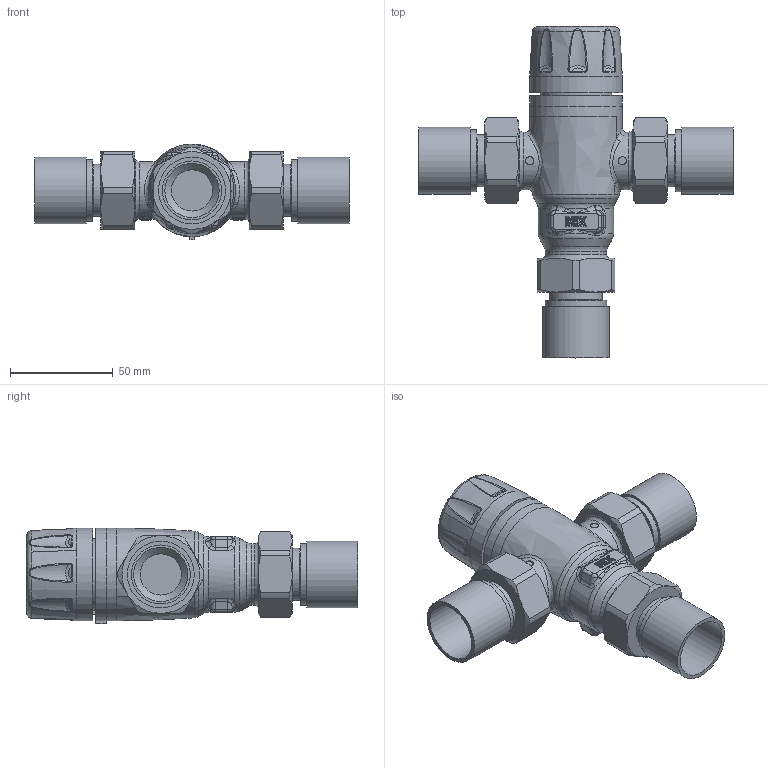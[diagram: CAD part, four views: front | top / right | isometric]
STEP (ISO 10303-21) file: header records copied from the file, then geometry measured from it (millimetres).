
FILE_DESCRIPTION(/* description */ (''),/* implementation_level */ '2;1');
FILE_NAME(/* name */ '521609A_Simplify_1.stp',/* time_stamp */ '2025-07-29T15:31:20-05:00',/* author */ ('ischreiner'),/* organization */ (''),/* preprocessor_version */ 'ST-DEVELOPER v20',/* originating_system */ 'Autodesk Inventor 2025',/* authorisation */ '');
FILE_SCHEMA (('AUTOMOTIVE_DESIGN { 1 0 10303 214 3 1 1 }'));
Length unit declared in the file: inch
Products named in the file (1): 521609A_Simplify_1
Bounding box: 152.76 x 161.43 x 46.5 mm (x, y, z)
Volume: 241809.7 mm3; surface area: 57918.8 mm2
Topology: 4 solids, 4 shells, 1273 faces, 2921 edges, 1594 vertices
Faces by surface type: bspline 511, cylinder 378, plane 199, cone 81, sphere 68, torus 36
Full cylindrical faces by diameter (mm): 2 x1, 4 x2, 8 x1, 9 x1, 20.066 x3, 25.4 x6, 28 x2, 28.702 x3, 29.972 x3, 30 x1, 30.302 x3, 31 x1, 32.512 x3, 33.1 x3, 45 x2
Entity records: 74203 total; most frequent: CARTESIAN_POINT 47068, ORIENTED_EDGE 5630, DIRECTION 4958, EDGE_CURVE 2815, AXIS2_PLACEMENT_3D 2075, VERTEX_POINT 1594, EDGE_LOOP 1323, STYLED_ITEM 1277
